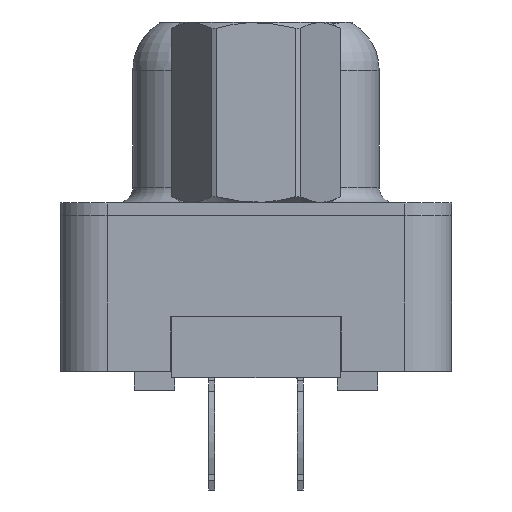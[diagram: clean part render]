
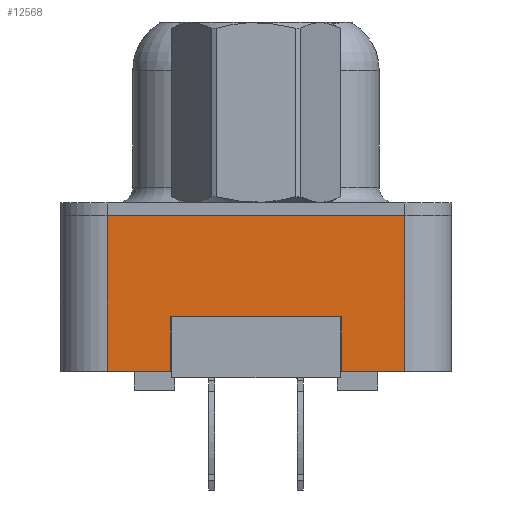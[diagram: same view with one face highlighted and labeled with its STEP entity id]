
A CAD part, left-side view. The second image highlights one B-rep face of the part: STEP entity #12568.
In plain terms, the highlighted planar face has unit normal (-1, 0, 0).
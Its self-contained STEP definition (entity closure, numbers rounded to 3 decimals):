
#399 = ORIENTED_EDGE ( 'NONE', *, *, #21324, .F. ) ;
#741 = LINE ( 'NONE', #19348, #12460 ) ;
#1053 = CARTESIAN_POINT ( 'NONE',  ( -2.905, -4.775, -5. ) ) ;
#1660 = VERTEX_POINT ( 'NONE', #14850 ) ;
#2213 = DIRECTION ( 'NONE',  ( 0., -1., 0. ) ) ;
#3277 = DIRECTION ( 'NONE',  ( 0., 0., -1. ) ) ;
#3589 = EDGE_LOOP ( 'NONE', ( #15787, #16683, #20076, #6370, #399, #4712, #5147, #6365 ) ) ;
#3998 = VERTEX_POINT ( 'NONE', #8397 ) ;
#4712 = ORIENTED_EDGE ( 'NONE', *, *, #20443, .T. ) ;
#4876 = CARTESIAN_POINT ( 'NONE',  ( -2.905, -4.775, -5. ) ) ;
#4880 = DIRECTION ( 'NONE',  ( 0., 0., 1. ) ) ;
#4976 = VERTEX_POINT ( 'NONE', #17162 ) ;
#5147 = ORIENTED_EDGE ( 'NONE', *, *, #8452, .F. ) ;
#5238 = VERTEX_POINT ( 'NONE', #7383 ) ;
#5338 = VECTOR ( 'NONE', #2213, 1000. ) ;
#5408 = LINE ( 'NONE', #12004, #5338 ) ;
#5674 = CARTESIAN_POINT ( 'NONE',  ( -2.905, 2.75, -5. ) ) ;
#5705 = LINE ( 'NONE', #17253, #19220 ) ;
#5974 = CARTESIAN_POINT ( 'NONE',  ( -2.905, -4.775, 0. ) ) ;
#6365 = ORIENTED_EDGE ( 'NONE', *, *, #18691, .F. ) ;
#6370 = ORIENTED_EDGE ( 'NONE', *, *, #12396, .F. ) ;
#6875 = VECTOR ( 'NONE', #11585, 1000. ) ;
#7262 = DIRECTION ( 'NONE',  ( -1., 0., 0. ) ) ;
#7383 = CARTESIAN_POINT ( 'NONE',  ( -2.905, 4.775, -5. ) ) ;
#7697 = DIRECTION ( 'NONE',  ( 0., 0., 1. ) ) ;
#8235 = CARTESIAN_POINT ( 'NONE',  ( -2.905, -2.75, -5. ) ) ;
#8397 = CARTESIAN_POINT ( 'NONE',  ( -2.905, -2.75, -3.25 ) ) ;
#8452 = EDGE_CURVE ( 'NONE', #4976, #15630, #18082, .T. ) ;
#9205 = EDGE_CURVE ( 'NONE', #3998, #13414, #11948, .T. ) ;
#9594 = EDGE_CURVE ( 'NONE', #9668, #15839, #13571, .T. ) ;
#9668 = VERTEX_POINT ( 'NONE', #15230 ) ;
#10073 = CARTESIAN_POINT ( 'NONE',  ( -2.905, -2.75, -3.25 ) ) ;
#11279 = DIRECTION ( 'NONE',  ( 0., -1., 0. ) ) ;
#11473 = VECTOR ( 'NONE', #19529, 1000. ) ;
#11585 = DIRECTION ( 'NONE',  ( 0., -1., 0. ) ) ;
#11948 = LINE ( 'NONE', #10073, #12289 ) ;
#12004 = CARTESIAN_POINT ( 'NONE',  ( -2.905, -4.775, 0. ) ) ;
#12029 = CARTESIAN_POINT ( 'NONE',  ( -2.905, -4.775, -5. ) ) ;
#12289 = VECTOR ( 'NONE', #3277, 1000. ) ;
#12396 = EDGE_CURVE ( 'NONE', #1660, #15839, #5408, .T. ) ;
#12460 = VECTOR ( 'NONE', #20574, 1000. ) ;
#12568 = ADVANCED_FACE ( 'NONE', ( #20832 ), #21155, .T. ) ;
#12797 = CARTESIAN_POINT ( 'NONE',  ( -2.905, 2.75, -3.25 ) ) ;
#13414 = VERTEX_POINT ( 'NONE', #8235 ) ;
#13571 = LINE ( 'NONE', #12029, #13687 ) ;
#13687 = VECTOR ( 'NONE', #4880, 1000. ) ;
#14850 = CARTESIAN_POINT ( 'NONE',  ( -2.905, 4.775, 0. ) ) ;
#15230 = CARTESIAN_POINT ( 'NONE',  ( -2.905, -4.775, -5. ) ) ;
#15630 = VERTEX_POINT ( 'NONE', #5674 ) ;
#15787 = ORIENTED_EDGE ( 'NONE', *, *, #9205, .T. ) ;
#15839 = VERTEX_POINT ( 'NONE', #5974 ) ;
#16124 = LINE ( 'NONE', #1053, #21223 ) ;
#16683 = ORIENTED_EDGE ( 'NONE', *, *, #16717, .T. ) ;
#16717 = EDGE_CURVE ( 'NONE', #13414, #9668, #16124, .T. ) ;
#17162 = CARTESIAN_POINT ( 'NONE',  ( -2.905, 2.75, -3.25 ) ) ;
#17253 = CARTESIAN_POINT ( 'NONE',  ( -2.905, 4.775, -5. ) ) ;
#17399 = CARTESIAN_POINT ( 'NONE',  ( -2.905, -4.775, -5. ) ) ;
#17700 = DIRECTION ( 'NONE',  ( 0., 0., 1. ) ) ;
#18082 = LINE ( 'NONE', #12797, #11473 ) ;
#18691 = EDGE_CURVE ( 'NONE', #3998, #4976, #741, .T. ) ;
#19220 = VECTOR ( 'NONE', #17700, 1000. ) ;
#19348 = CARTESIAN_POINT ( 'NONE',  ( -2.905, 2.75, -3.25 ) ) ;
#19529 = DIRECTION ( 'NONE',  ( 0., 0., -1. ) ) ;
#19773 = AXIS2_PLACEMENT_3D ( 'NONE', #17399, #7262, #7697 ) ;
#19973 = LINE ( 'NONE', #4876, #6875 ) ;
#20076 = ORIENTED_EDGE ( 'NONE', *, *, #9594, .T. ) ;
#20443 = EDGE_CURVE ( 'NONE', #5238, #15630, #19973, .T. ) ;
#20574 = DIRECTION ( 'NONE',  ( 0., 1., 0. ) ) ;
#20832 = FACE_OUTER_BOUND ( 'NONE', #3589, .T. ) ;
#21155 = PLANE ( 'NONE',  #19773 ) ;
#21223 = VECTOR ( 'NONE', #11279, 1000. ) ;
#21324 = EDGE_CURVE ( 'NONE', #5238, #1660, #5705, .T. ) ;
